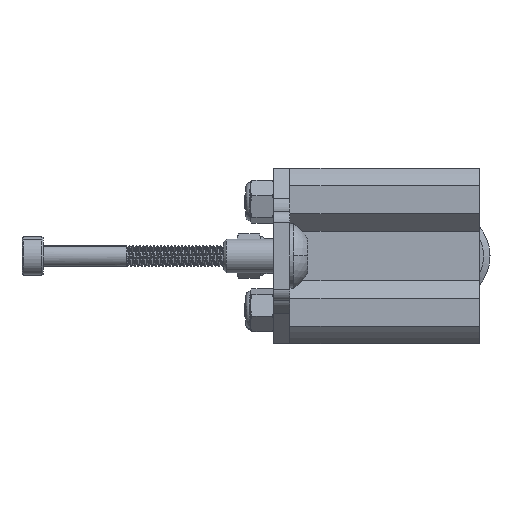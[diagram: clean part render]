
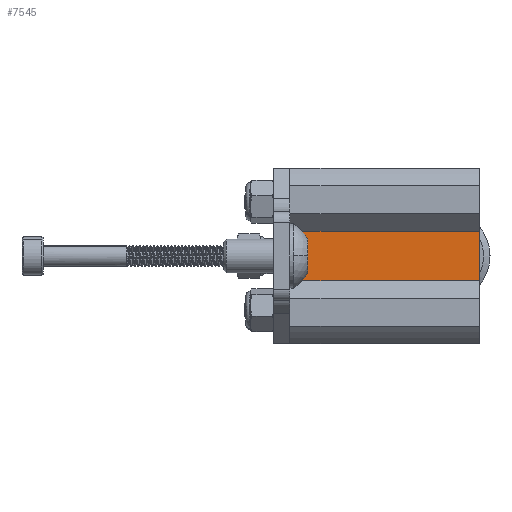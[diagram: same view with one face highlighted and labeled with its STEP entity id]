
A CAD part, front view. The second image highlights one B-rep face of the part: STEP entity #7545.
In plain terms, the highlighted planar face has unit normal (0, -1, 0).
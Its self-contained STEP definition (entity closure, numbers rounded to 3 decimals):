
#391 = LINE ( 'NONE', #2572, #8446 ) ;
#592 = CARTESIAN_POINT ( 'NONE',  ( 3.5, -10., -13.5 ) ) ;
#1395 = FACE_OUTER_BOUND ( 'NONE', #19438, .T. ) ;
#1764 = VERTEX_POINT ( 'NONE', #1914 ) ;
#1914 = CARTESIAN_POINT ( 'NONE',  ( -3.5, -10., -13.5 ) ) ;
#2572 = CARTESIAN_POINT ( 'NONE',  ( 3.5, -10., 13.5 ) ) ;
#3246 = EDGE_CURVE ( 'NONE', #14322, #1764, #6642, .T. ) ;
#3847 = EDGE_CURVE ( 'NONE', #11606, #20978, #391, .T. ) ;
#4320 = LINE ( 'NONE', #16285, #9318 ) ;
#5725 = VECTOR ( 'NONE', #20863, 1000. ) ;
#6351 = ORIENTED_EDGE ( 'NONE', *, *, #11994, .F. ) ;
#6383 = DIRECTION ( 'NONE',  ( 0., 1., 0. ) ) ;
#6532 = ORIENTED_EDGE ( 'NONE', *, *, #3246, .F. ) ;
#6642 = LINE ( 'NONE', #6755, #7722 ) ;
#6755 = CARTESIAN_POINT ( 'NONE',  ( 3.5, -10., -13.5 ) ) ;
#7545 = ADVANCED_FACE ( 'NONE', ( #1395 ), #21349, .F. ) ;
#7722 = VECTOR ( 'NONE', #15383, 1000. ) ;
#8134 = ORIENTED_EDGE ( 'NONE', *, *, #10627, .T. ) ;
#8446 = VECTOR ( 'NONE', #9349, 1000. ) ;
#9318 = VECTOR ( 'NONE', #18046, 1000. ) ;
#9349 = DIRECTION ( 'NONE',  ( -1., 0., 0. ) ) ;
#10627 = EDGE_CURVE ( 'NONE', #14322, #11606, #15764, .T. ) ;
#11606 = VERTEX_POINT ( 'NONE', #16686 ) ;
#11994 = EDGE_CURVE ( 'NONE', #1764, #20978, #4320, .T. ) ;
#12734 = ORIENTED_EDGE ( 'NONE', *, *, #3847, .T. ) ;
#12840 = DIRECTION ( 'NONE',  ( 0., 0., 1. ) ) ;
#13162 = CARTESIAN_POINT ( 'NONE',  ( 3.5, -10., -13.5 ) ) ;
#14322 = VERTEX_POINT ( 'NONE', #16354 ) ;
#15383 = DIRECTION ( 'NONE',  ( -1., 0., 0. ) ) ;
#15764 = LINE ( 'NONE', #592, #5725 ) ;
#15908 = AXIS2_PLACEMENT_3D ( 'NONE', #13162, #6383, #12840 ) ;
#16285 = CARTESIAN_POINT ( 'NONE',  ( -3.5, -10., -13.5 ) ) ;
#16354 = CARTESIAN_POINT ( 'NONE',  ( 3.5, -10., -13.5 ) ) ;
#16686 = CARTESIAN_POINT ( 'NONE',  ( 3.5, -10., 13.5 ) ) ;
#18046 = DIRECTION ( 'NONE',  ( 0., 0., 1. ) ) ;
#19090 = CARTESIAN_POINT ( 'NONE',  ( -3.5, -10., 13.5 ) ) ;
#19438 = EDGE_LOOP ( 'NONE', ( #12734, #6351, #6532, #8134 ) ) ;
#20863 = DIRECTION ( 'NONE',  ( 0., 0., 1. ) ) ;
#20978 = VERTEX_POINT ( 'NONE', #19090 ) ;
#21349 = PLANE ( 'NONE',  #15908 ) ;
